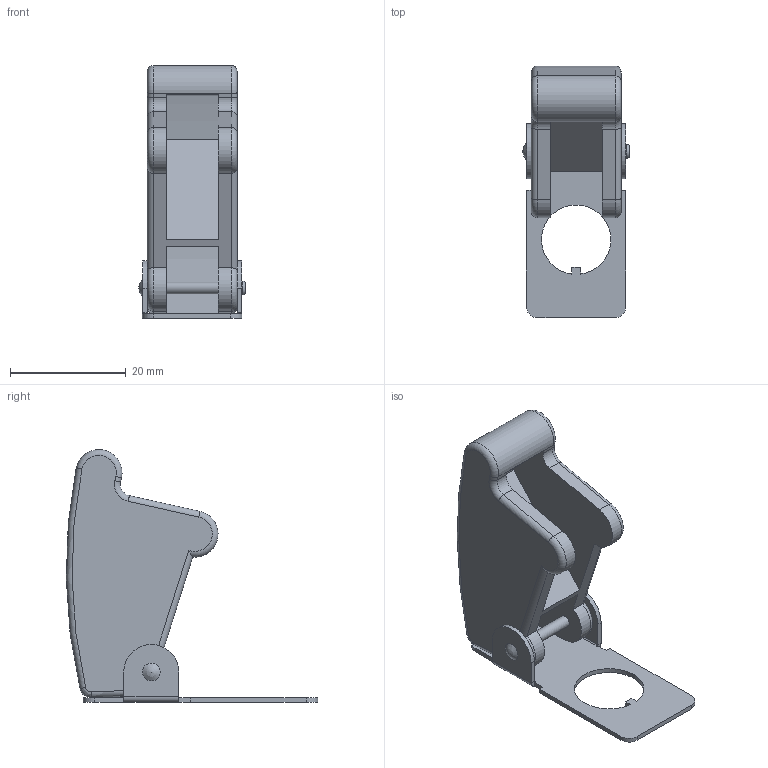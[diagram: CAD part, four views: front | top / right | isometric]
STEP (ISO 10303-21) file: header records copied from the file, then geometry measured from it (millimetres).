
FILE_DESCRIPTION((''),'2;1');
FILE_NAME('toggle_switch_guard.stp','2012-04-28T09:55:44',('egor.glushenkov'),(''),'Autodesk Inventor 2012','Autodesk Inventor 2012','');
FILE_SCHEMA(('AUTOMOTIVE_DESIGN { 1 0 10303 214 1 1 1 1 }'));
Length unit declared in the file: millimetre
Products named in the file (4): toggle_switch_guard; switch_guard_1; switch_guard_2; insert
Assembly tree (3 placements, depth 2):
  toggle_switch_guard
    switch_guard_1
    switch_guard_2
    insert
Bounding box: 18.44 x 43.43 x 43.67 mm (x, y, z)
Volume: 6344.8 mm3; surface area: 6474.2 mm2
Topology: 3 solids, 3 shells, 109 faces, 278 edges, 175 vertices
Faces by surface type: plane 56, cylinder 37, torus 12, bspline 4
Full cylindrical faces by diameter (mm): 2 x5, 2.4 x1
Entity records: 3529 total; most frequent: CARTESIAN_POINT 795, DIRECTION 567, ORIENTED_EDGE 524, EDGE_CURVE 262, AXIS2_PLACEMENT_3D 201, VERTEX_POINT 168, VECTOR 165, LINE 165
